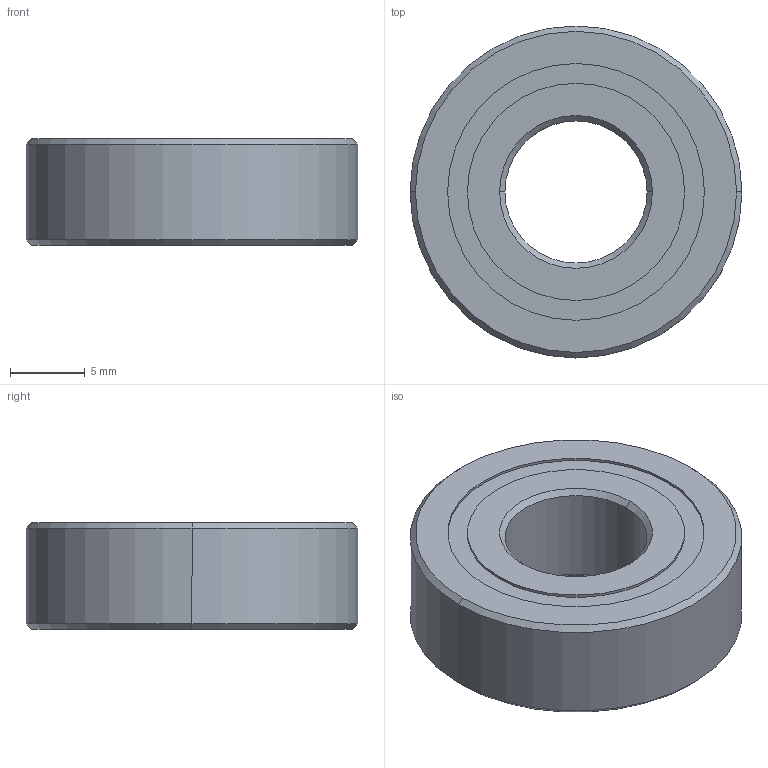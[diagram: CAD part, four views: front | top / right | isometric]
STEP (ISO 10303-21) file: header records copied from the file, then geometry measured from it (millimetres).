
FILE_DESCRIPTION (( 'STEP AP214' ), '1' );
FILE_NAME ('am-0516 3-8 in ID 7-8 in OD Shielded Ball Bearing R6ZZ_60355K45.STEP', '2025-01-07T21:06:15', ( '' ), ( '' ), 'SwSTEP 2.0', 'SolidWorks 2024', '' );
FILE_SCHEMA (( 'AUTOMOTIVE_DESIGN' ));
Length unit declared in the file: inch
Products named in the file (1): am-0516 3-8 in ID 7-8 in OD Shielded Ball Bearing R6ZZ_60355K45
Bounding box: 22.23 x 22.23 x 7.14 mm (x, y, z)
Volume: 1969.8 mm3; surface area: 2941.3 mm2
Topology: 14 solids, 14 shells, 82 faces, 204 edges, 110 vertices
Faces by surface type: sphere 40, cylinder 20, plane 8, cone 8, torus 6
Entity records: 2206 total; most frequent: DIRECTION 426, CARTESIAN_POINT 317, ORIENTED_EDGE 288, AXIS2_PLACEMENT_3D 199, EDGE_CURVE 144, CIRCLE 116, VERTEX_POINT 90, EDGE_LOOP 90
